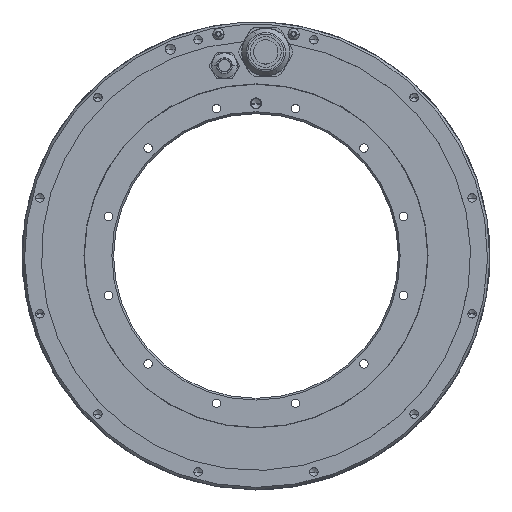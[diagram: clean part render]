
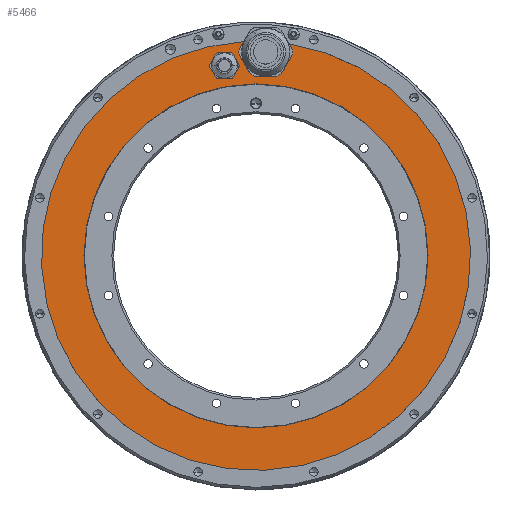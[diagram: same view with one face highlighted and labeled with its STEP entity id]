
A CAD part, top view. The second image highlights one B-rep face of the part: STEP entity #5466.
In plain terms, the highlighted planar face has unit normal (0, 0, 1).
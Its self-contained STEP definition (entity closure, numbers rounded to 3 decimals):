
#488=DIRECTION('',(0.5,-0.866,0.));
#489=VECTOR('',#488,3.137);
#490=CARTESIAN_POINT('',(-10.655,98.108,
-0.15));
#491=LINE('',#490,#489);
#492=CARTESIAN_POINT('',(-15.5,93.5,-0.15));
#493=DIRECTION('',(0.,0.,1.));
#494=DIRECTION('',(0.725,0.689,0.));
#495=AXIS2_PLACEMENT_3D('',#492,#493,#494);
#497=DIRECTION('',(-1.,0.,0.));
#498=VECTOR('',#497,3.137);
#499=CARTESIAN_POINT('',(-13.931,100.,-0.15));
#500=LINE('',#499,#498);
#501=CARTESIAN_POINT('',(-15.5,93.5,-0.15));
#502=DIRECTION('',(0.,0.,1.));
#503=DIRECTION('',(-0.235,0.972,0.));
#504=AXIS2_PLACEMENT_3D('',#501,#502,#503);
#506=DIRECTION('',(0.5,0.866,0.));
#507=VECTOR('',#506,3.137);
#508=CARTESIAN_POINT('',(-21.913,95.392,
-0.15));
#509=LINE('',#508,#507);
#510=CARTESIAN_POINT('',(-15.5,93.5,-0.15));
#511=DIRECTION('',(0.,0.,1.));
#512=DIRECTION('',(-0.959,0.283,0.));
#513=AXIS2_PLACEMENT_3D('',#510,#511,#512);
#515=DIRECTION('',(-0.5,0.866,0.));
#516=VECTOR('',#515,3.137);
#517=CARTESIAN_POINT('',(-20.345,88.892,
-0.15));
#518=LINE('',#517,#516);
#519=CARTESIAN_POINT('',(-15.5,93.5,-0.15));
#520=DIRECTION('',(0.,0.,1.));
#521=DIRECTION('',(-0.725,-0.689,0.));
#522=AXIS2_PLACEMENT_3D('',#519,#520,#521);
#524=DIRECTION('',(1.,0.,0.));
#525=VECTOR('',#524,3.137);
#526=CARTESIAN_POINT('',(-17.069,87.,-0.15));
#527=LINE('',#526,#525);
#528=CARTESIAN_POINT('',(-15.5,93.5,-0.15));
#529=DIRECTION('',(0.,0.,1.));
#530=DIRECTION('',(0.235,-0.972,0.));
#531=AXIS2_PLACEMENT_3D('',#528,#529,#530);
#533=DIRECTION('',(-0.5,-0.866,0.));
#534=VECTOR('',#533,3.137);
#535=CARTESIAN_POINT('',(-9.087,91.608,
-0.15));
#536=LINE('',#535,#534);
#537=CARTESIAN_POINT('',(-15.5,93.5,-0.15));
#538=DIRECTION('',(0.,0.,1.));
#539=DIRECTION('',(0.959,-0.283,0.));
#540=AXIS2_PLACEMENT_3D('',#537,#538,#539);
#542=CARTESIAN_POINT('',(4.8,100.2,-0.15));
#543=DIRECTION('',(0.,0.,1.));
#544=DIRECTION('',(-0.766,-0.643,0.));
#545=AXIS2_PLACEMENT_3D('',#542,#543,#544);
#547=DIRECTION('',(-1.,0.,0.));
#548=VECTOR('',#547,4.249);
#549=CARTESIAN_POINT('',(6.924,88.2,-0.15));
#550=LINE('',#549,#548);
#551=CARTESIAN_POINT('',(4.8,100.2,-0.15));
#552=DIRECTION('',(0.,0.,1.));
#553=DIRECTION('',(0.174,-0.985,0.));
#554=AXIS2_PLACEMENT_3D('',#551,#552,#553);
#556=DIRECTION('',(-0.5,-0.866,0.));
#557=VECTOR('',#556,4.249);
#558=CARTESIAN_POINT('',(16.254,96.04,-0.15));
#559=LINE('',#558,#557);
#560=CARTESIAN_POINT('',(4.8,100.2,-0.15));
#561=DIRECTION('',(0.,0.,1.));
#562=DIRECTION('',(0.94,-0.341,0.));
#563=AXIS2_PLACEMENT_3D('',#560,#561,#562);
#565=DIRECTION('',(-0.5,-0.866,0.));
#566=VECTOR('',#565,1.112);
#567=CARTESIAN_POINT('',(-6.098,105.324,
-0.15));
#568=LINE('',#567,#566);
#569=CARTESIAN_POINT('',(4.8,100.2,-0.15));
#570=DIRECTION('',(0.,0.,1.));
#571=DIRECTION('',(-0.94,0.341,0.));
#572=AXIS2_PLACEMENT_3D('',#569,#570,#571);
#574=DIRECTION('',(0.5,-0.866,0.));
#575=VECTOR('',#574,4.249);
#576=CARTESIAN_POINT('',(-6.654,96.04,
-0.15));
#577=LINE('',#576,#575);
#587=CARTESIAN_POINT('',(0.,0.,-0.15));
#588=DIRECTION('',(0.,0.,1.));
#589=DIRECTION('',(-1.,0.,0.));
#590=AXIS2_PLACEMENT_3D('',#587,#588,#589);
#1802=CARTESIAN_POINT('',(0.,0.,-0.15));
#1803=DIRECTION('',(0.,0.,1.));
#1804=DIRECTION('',(-0.058,0.998,0.));
#1805=AXIS2_PLACEMENT_3D('',#1802,#1803,#1804);
#3403=CARTESIAN_POINT('',(0.,0.,-0.15));
#3404=DIRECTION('',(0.,0.,1.));
#3405=DIRECTION('',(1.,0.,0.));
#3406=AXIS2_PLACEMENT_3D('',#3403,#3404,#3405);
#4000=CARTESIAN_POINT('',(-84.585,0.,-0.15));
#4001=CARTESIAN_POINT('',(84.585,0.,-0.15));
#4002=VERTEX_POINT('',#4000);
#4003=VERTEX_POINT('',#4001);
#4172=CARTESIAN_POINT('',(-10.655,98.108,
-0.15));
#4173=CARTESIAN_POINT('',(-9.087,95.392,
-0.15));
#4174=VERTEX_POINT('',#4172);
#4175=VERTEX_POINT('',#4173);
#4176=CARTESIAN_POINT('',(-13.931,100.,-0.15));
#4177=VERTEX_POINT('',#4176);
#4178=CARTESIAN_POINT('',(-17.069,100.,-0.15));
#4179=VERTEX_POINT('',#4178);
#4180=CARTESIAN_POINT('',(-20.345,98.108,
-0.15));
#4181=VERTEX_POINT('',#4180);
#4182=CARTESIAN_POINT('',(-21.913,95.392,
-0.15));
#4183=VERTEX_POINT('',#4182);
#4184=CARTESIAN_POINT('',(-21.913,91.608,
-0.15));
#4185=VERTEX_POINT('',#4184);
#4186=CARTESIAN_POINT('',(-20.345,88.892,
-0.15));
#4187=VERTEX_POINT('',#4186);
#4188=CARTESIAN_POINT('',(-17.069,87.,-0.15));
#4189=VERTEX_POINT('',#4188);
#4190=CARTESIAN_POINT('',(-13.931,87.,-0.15));
#4191=VERTEX_POINT('',#4190);
#4192=CARTESIAN_POINT('',(-10.655,88.892,
-0.15));
#4193=VERTEX_POINT('',#4192);
#4194=CARTESIAN_POINT('',(-9.087,91.608,
-0.15));
#4195=VERTEX_POINT('',#4194);
#4364=CARTESIAN_POINT('',(-4.53,92.36,
-0.15));
#4365=CARTESIAN_POINT('',(2.676,88.2,-0.15));
#4366=VERTEX_POINT('',#4364);
#4367=VERTEX_POINT('',#4365);
#4368=CARTESIAN_POINT('',(-6.654,96.04,
-0.15));
#4369=VERTEX_POINT('',#4368);
#4370=CARTESIAN_POINT('',(-6.654,104.36,
-0.15));
#4371=VERTEX_POINT('',#4370);
#4372=CARTESIAN_POINT('',(-6.098,105.324,
-0.15));
#4373=VERTEX_POINT('',#4372);
#4374=CARTESIAN_POINT('',(16.254,96.04,
-0.15));
#4375=CARTESIAN_POINT('',(16.3,104.234,
-0.15));
#4376=VERTEX_POINT('',#4374);
#4377=VERTEX_POINT('',#4375);
#4378=CARTESIAN_POINT('',(14.13,92.36,
-0.15));
#4379=VERTEX_POINT('',#4378);
#4380=CARTESIAN_POINT('',(6.924,88.2,-0.15));
#4381=VERTEX_POINT('',#4380);
#5410=CARTESIAN_POINT('',(0.,0.,-0.15));
#5411=DIRECTION('',(0.,0.,1.));
#5412=DIRECTION('',(1.,0.,0.));
#5413=AXIS2_PLACEMENT_3D('',#5410,#5411,#5412);
#5414=PLANE('',#5413);
#5416=ORIENTED_EDGE('',*,*,#5415,.T.);
#5418=ORIENTED_EDGE('',*,*,#5417,.F.);
#5420=ORIENTED_EDGE('',*,*,#5419,.T.);
#5422=ORIENTED_EDGE('',*,*,#5421,.F.);
#5424=ORIENTED_EDGE('',*,*,#5423,.T.);
#5426=ORIENTED_EDGE('',*,*,#5425,.F.);
#5428=ORIENTED_EDGE('',*,*,#5427,.T.);
#5430=ORIENTED_EDGE('',*,*,#5429,.T.);
#5432=ORIENTED_EDGE('',*,*,#5431,.T.);
#5433=EDGE_LOOP('',(#5416,#5418,#5420,#5422,#5424,#5426,#5428,#5430,#5432));
#5434=FACE_OUTER_BOUND('',#5433,.F.);
#5435=ORIENTED_EDGE('',*,*,#5389,.F.);
#5437=ORIENTED_EDGE('',*,*,#5436,.T.);
#5439=ORIENTED_EDGE('',*,*,#5438,.T.);
#5441=ORIENTED_EDGE('',*,*,#5440,.T.);
#5443=ORIENTED_EDGE('',*,*,#5442,.F.);
#5445=ORIENTED_EDGE('',*,*,#5444,.T.);
#5447=ORIENTED_EDGE('',*,*,#5446,.F.);
#5449=ORIENTED_EDGE('',*,*,#5448,.T.);
#5451=ORIENTED_EDGE('',*,*,#5450,.T.);
#5453=ORIENTED_EDGE('',*,*,#5452,.T.);
#5455=ORIENTED_EDGE('',*,*,#5454,.F.);
#5457=ORIENTED_EDGE('',*,*,#5456,.T.);
#5458=EDGE_LOOP('',(#5435,#5437,#5439,#5441,#5443,#5445,#5447,#5449,#5451,#5453,
#5455,#5457));
#5459=FACE_BOUND('',#5458,.F.);
#5461=ORIENTED_EDGE('',*,*,#5460,.T.);
#5463=ORIENTED_EDGE('',*,*,#5462,.T.);
#5464=EDGE_LOOP('',(#5461,#5463));
#5465=FACE_BOUND('',#5464,.F.);
#5466=ADVANCED_FACE('',(#5434,#5459,#5465),#5414,.T.);
#496=CIRCLE('',#495,6.687);
#505=CIRCLE('',#504,6.687);
#514=CIRCLE('',#513,6.687);
#523=CIRCLE('',#522,6.687);
#532=CIRCLE('',#531,6.687);
#541=CIRCLE('',#540,6.687);
#546=CIRCLE('',#545,12.187);
#555=CIRCLE('',#554,12.187);
#564=CIRCLE('',#563,12.187);
#573=CIRCLE('',#572,12.187);
#591=CIRCLE('',#590,84.585);
#1806=CIRCLE('',#1805,105.5);
#3407=CIRCLE('',#3406,84.585);
#5389=EDGE_CURVE('',#4174,#4175,#491,.T.);
#5415=EDGE_CURVE('',#4366,#4367,#546,.T.);
#5417=EDGE_CURVE('',#4381,#4367,#550,.T.);
#5419=EDGE_CURVE('',#4381,#4379,#555,.T.);
#5421=EDGE_CURVE('',#4376,#4379,#559,.T.);
#5423=EDGE_CURVE('',#4376,#4377,#564,.T.);
#5425=EDGE_CURVE('',#4373,#4377,#1806,.T.);
#5427=EDGE_CURVE('',#4373,#4371,#568,.T.);
#5429=EDGE_CURVE('',#4371,#4369,#573,.T.);
#5431=EDGE_CURVE('',#4369,#4366,#577,.T.);
#5436=EDGE_CURVE('',#4174,#4177,#496,.T.);
#5438=EDGE_CURVE('',#4177,#4179,#500,.T.);
#5440=EDGE_CURVE('',#4179,#4181,#505,.T.);
#5442=EDGE_CURVE('',#4183,#4181,#509,.T.);
#5444=EDGE_CURVE('',#4183,#4185,#514,.T.);
#5446=EDGE_CURVE('',#4187,#4185,#518,.T.);
#5448=EDGE_CURVE('',#4187,#4189,#523,.T.);
#5450=EDGE_CURVE('',#4189,#4191,#527,.T.);
#5452=EDGE_CURVE('',#4191,#4193,#532,.T.);
#5454=EDGE_CURVE('',#4195,#4193,#536,.T.);
#5456=EDGE_CURVE('',#4195,#4175,#541,.T.);
#5460=EDGE_CURVE('',#4002,#4003,#591,.T.);
#5462=EDGE_CURVE('',#4003,#4002,#3407,.T.);
